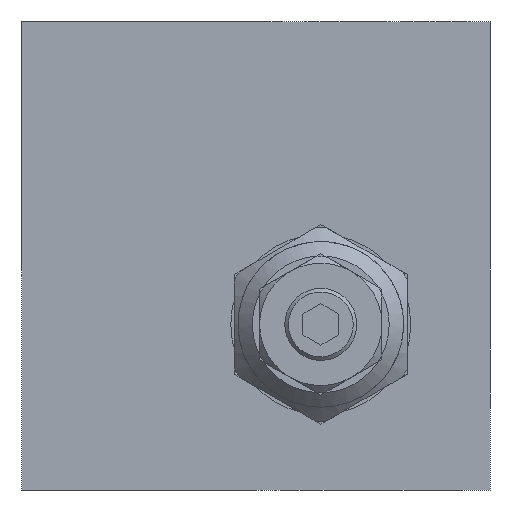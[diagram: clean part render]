
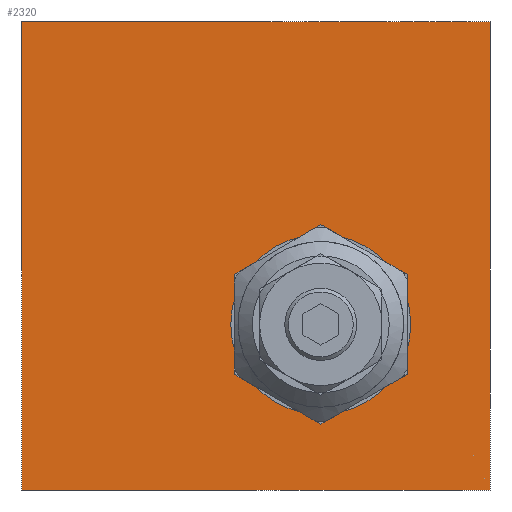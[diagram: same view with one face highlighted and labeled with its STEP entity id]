
A CAD part, front view. The second image highlights one B-rep face of the part: STEP entity #2320.
In plain terms, the highlighted planar face has unit normal (0, -1, 0).
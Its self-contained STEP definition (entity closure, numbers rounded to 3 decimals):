
#106=LINE('',#3609,#227);
#114=LINE('',#3632,#235);
#116=LINE('',#3640,#237);
#117=LINE('',#3641,#238);
#227=VECTOR('',#2888,1000.);
#235=VECTOR('',#2906,1000.);
#237=VECTOR('',#2914,1000.);
#238=VECTOR('',#2915,1000.);
#360=PLANE('',#2536);
#494=ORIENTED_EDGE('',*,*,#1119,.T.);
#495=ORIENTED_EDGE('',*,*,#1123,.F.);
#496=ORIENTED_EDGE('',*,*,#1108,.F.);
#497=ORIENTED_EDGE('',*,*,#1124,.F.);
#498=ORIENTED_EDGE('',*,*,#1125,.T.);
#1108=EDGE_CURVE('',#1423,#1424,#106,.T.);
#1119=EDGE_CURVE('',#1433,#1432,#114,.T.);
#1123=EDGE_CURVE('',#1424,#1432,#116,.T.);
#1124=EDGE_CURVE('',#1433,#1423,#117,.T.);
#1125=EDGE_CURVE('',#1436,#1436,#1650,.T.);
#1423=VERTEX_POINT('',#3610);
#1424=VERTEX_POINT('',#3611);
#1432=VERTEX_POINT('',#3631);
#1433=VERTEX_POINT('',#3633);
#1436=VERTEX_POINT('',#3643);
#1650=CIRCLE('',#2537,12.5);
#1793=EDGE_LOOP('',(#494,#495,#496,#497));
#1794=EDGE_LOOP('',(#498));
#2042=FACE_BOUND('',#1793,.T.);
#2043=FACE_BOUND('',#1794,.T.);
#2320=ADVANCED_FACE('',(#2042,#2043),#360,.F.);
#2536=AXIS2_PLACEMENT_3D('',#3639,#2912,#2913);
#2537=AXIS2_PLACEMENT_3D('',#3642,#2916,#2917);
#2888=DIRECTION('',(0.,0.,-1.));
#2906=DIRECTION('',(0.,0.,-1.));
#2912=DIRECTION('',(0.,1.,0.));
#2913=DIRECTION('',(0.,0.,1.));
#2914=DIRECTION('',(-1.,0.,0.));
#2915=DIRECTION('',(1.,0.,0.));
#2916=DIRECTION('',(0.,1.,0.));
#2917=DIRECTION('',(1.,0.,0.));
#3609=CARTESIAN_POINT('',(305.,0.,77.5));
#3610=CARTESIAN_POINT('',(305.,0.,110.));
#3611=CARTESIAN_POINT('',(305.,0.,45.));
#3631=CARTESIAN_POINT('',(240.,0.,45.));
#3632=CARTESIAN_POINT('',(240.,0.,77.5));
#3633=CARTESIAN_POINT('',(240.,0.,110.));
#3639=CARTESIAN_POINT('',(272.5,0.,77.5));
#3640=CARTESIAN_POINT('',(272.5,0.,45.));
#3641=CARTESIAN_POINT('',(272.5,0.,110.));
#3642=CARTESIAN_POINT('',(281.5,0.,68.));
#3643=CARTESIAN_POINT('',(294.,0.,68.));
